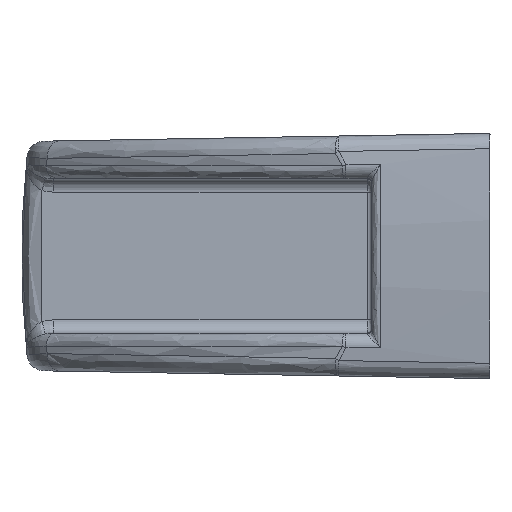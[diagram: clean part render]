
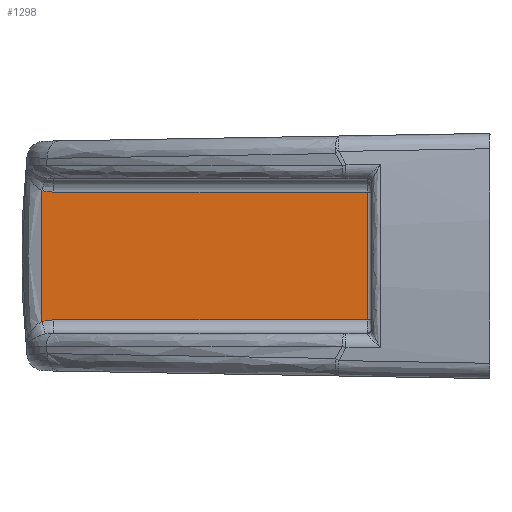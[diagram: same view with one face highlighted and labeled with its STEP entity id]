
A CAD part, left-side view. The second image highlights one B-rep face of the part: STEP entity #1298.
In plain terms, the highlighted planar face has unit normal (-1, 0, 0).
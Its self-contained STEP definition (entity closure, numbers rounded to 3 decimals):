
#163 = ORIENTED_EDGE ( 'NONE', *, *, #2926, .F. ) ;
#320 = EDGE_CURVE ( 'NONE', #4438, #2205, #3765, .T. ) ;
#556 = CARTESIAN_POINT ( 'NONE',  ( -63., 51.169, -7.481 ) ) ;
#633 = CARTESIAN_POINT ( 'NONE',  ( -63., 51.169, 7.481 ) ) ;
#640 = VERTEX_POINT ( 'NONE', #3025 ) ;
#921 = VECTOR ( 'NONE', #6458, 1000. ) ;
#930 = CARTESIAN_POINT ( 'NONE',  ( -63., 51.169, 7.481 ) ) ;
#1015 = DIRECTION ( 'NONE',  ( 0., 1., 0. ) ) ;
#1094 = EDGE_CURVE ( 'NONE', #5905, #4438, #6184, .T. ) ;
#1257 = CARTESIAN_POINT ( 'NONE',  ( -63., 53.5, 7.3 ) ) ;
#1283 = CARTESIAN_POINT ( 'NONE',  ( -63., 50.726, -7.352 ) ) ;
#1298 = ADVANCED_FACE ( 'NONE', ( #5368 ), #6502, .F. ) ;
#1507 = ORIENTED_EDGE ( 'NONE', *, *, #2012, .F. ) ;
#1589 = DIRECTION ( 'NONE',  ( 0., 1., 0. ) ) ;
#1694 = ORIENTED_EDGE ( 'NONE', *, *, #4369, .F. ) ;
#1814 = ORIENTED_EDGE ( 'NONE', *, *, #320, .F. ) ;
#1853 = CARTESIAN_POINT ( 'NONE',  ( -63., 51.413, -2.509 ) ) ;
#2012 = EDGE_CURVE ( 'NONE', #2205, #640, #6405, .T. ) ;
#2155 = CARTESIAN_POINT ( 'NONE',  ( -63., 53.5, -8.8 ) ) ;
#2205 = VERTEX_POINT ( 'NONE', #5051 ) ;
#2251 = ORIENTED_EDGE ( 'NONE', *, *, #1094, .F. ) ;
#2278 = CARTESIAN_POINT ( 'NONE',  ( -63., 50.726, 7.352 ) ) ;
#2307 = VERTEX_POINT ( 'NONE', #556 ) ;
#2315 = CARTESIAN_POINT ( 'NONE',  ( -63., 51.337, 4.988 ) ) ;
#2797 = VECTOR ( 'NONE', #1015, 1000. ) ;
#2926 = EDGE_CURVE ( 'NONE', #640, #2307, #5942, .T. ) ;
#2946 = CARTESIAN_POINT ( 'NONE',  ( -63., 51.169, -7.481 ) ) ;
#2970 = ORIENTED_EDGE ( 'NONE', *, *, #4287, .F. ) ;
#3025 = CARTESIAN_POINT ( 'NONE',  ( -63., 49.814, -7.3 ) ) ;
#3047 = B_SPLINE_CURVE_WITH_KNOTS ( 'NONE', 3,
 ( #633, #2278, #4039, #3400 ),
 .UNSPECIFIED., .F., .F.,
 ( 4, 4 ),
 ( 0., 1. ),
 .UNSPECIFIED. ) ;
#3400 = CARTESIAN_POINT ( 'NONE',  ( -63., 49.814, 7.3 ) ) ;
#3432 = CARTESIAN_POINT ( 'NONE',  ( -63., 51.169, -7.481 ) ) ;
#3458 = DIRECTION ( 'NONE',  ( 0., -1., 0. ) ) ;
#3765 = LINE ( 'NONE', #4205, #921 ) ;
#3786 = CARTESIAN_POINT ( 'NONE',  ( -63., 53.5, -7.3 ) ) ;
#4039 = CARTESIAN_POINT ( 'NONE',  ( -63., 50.273, 7.3 ) ) ;
#4182 = CARTESIAN_POINT ( 'NONE',  ( -63., 14., 7.3 ) ) ;
#4205 = CARTESIAN_POINT ( 'NONE',  ( -63., 14., -8.8 ) ) ;
#4287 = EDGE_CURVE ( 'NONE', #5178, #5905, #3047, .T. ) ;
#4369 = EDGE_CURVE ( 'NONE', #2307, #5178, #6893, .T. ) ;
#4438 = VERTEX_POINT ( 'NONE', #4182 ) ;
#4491 = CARTESIAN_POINT ( 'NONE',  ( -63., 49.814, -7.3 ) ) ;
#4515 = CARTESIAN_POINT ( 'NONE',  ( -63., 51.169, 7.481 ) ) ;
#4839 = VECTOR ( 'NONE', #3458, 1000. ) ;
#4861 = DIRECTION ( 'NONE',  ( 1., 0., 0. ) ) ;
#5051 = CARTESIAN_POINT ( 'NONE',  ( -63., 14., -7.3 ) ) ;
#5178 = VERTEX_POINT ( 'NONE', #930 ) ;
#5368 = FACE_OUTER_BOUND ( 'NONE', #6586, .T. ) ;
#5413 = AXIS2_PLACEMENT_3D ( 'NONE', #2155, #4861, #1589 ) ;
#5702 = CARTESIAN_POINT ( 'NONE',  ( -63., 51.414, 2.49 ) ) ;
#5905 = VERTEX_POINT ( 'NONE', #5971 ) ;
#5942 = B_SPLINE_CURVE_WITH_KNOTS ( 'NONE', 3,
 ( #4491, #6245, #1283, #2946 ),
 .UNSPECIFIED., .F., .F.,
 ( 4, 4 ),
 ( 0., 1. ),
 .UNSPECIFIED. ) ;
#5971 = CARTESIAN_POINT ( 'NONE',  ( -63., 49.814, 7.3 ) ) ;
#6184 = LINE ( 'NONE', #1257, #4839 ) ;
#6245 = CARTESIAN_POINT ( 'NONE',  ( -63., 50.273, -7.3 ) ) ;
#6405 = LINE ( 'NONE', #3786, #2797 ) ;
#6458 = DIRECTION ( 'NONE',  ( 0., 0., -1. ) ) ;
#6502 = PLANE ( 'NONE',  #5413 ) ;
#6586 = EDGE_LOOP ( 'NONE', ( #1814, #2251, #2970, #1694, #163, #1507 ) ) ;
#6658 = CARTESIAN_POINT ( 'NONE',  ( -63., 51.336, -5. ) ) ;
#6893 = B_SPLINE_CURVE_WITH_KNOTS ( 'NONE', 3,
 ( #3432, #6658, #1853, #5702, #2315, #4515 ),
 .UNSPECIFIED., .F., .F.,
 ( 4, 2, 4 ),
 ( 0., 0.5, 1. ),
 .UNSPECIFIED. ) ;
